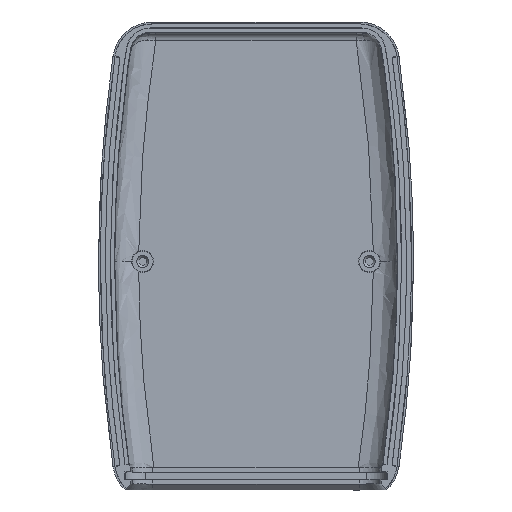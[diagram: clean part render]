
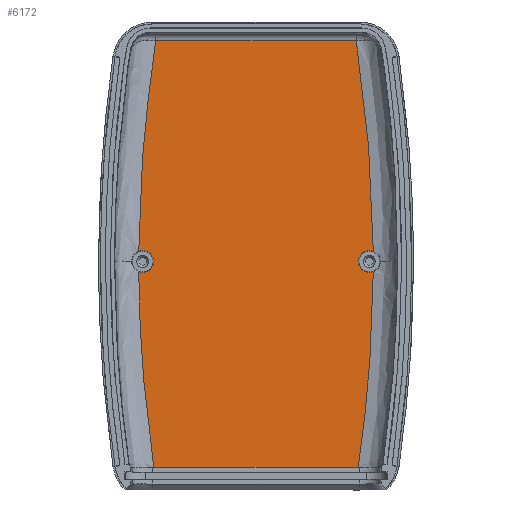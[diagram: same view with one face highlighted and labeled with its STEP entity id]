
A CAD part, top view. The second image highlights one B-rep face of the part: STEP entity #6172.
In plain terms, the highlighted face is planar.
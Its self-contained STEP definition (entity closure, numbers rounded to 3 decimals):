
#3376=CARTESIAN_POINT('',(43.93,19.177,9.0));
#3377=VERTEX_POINT('',#3376);
#3397=CARTESIAN_POINT('',(43.93,24.308,9.0));
#3398=VERTEX_POINT('',#3397);
#3399=CARTESIAN_POINT('',(42.94,21.743,9.0));
#3400=DIRECTION('',(0.0,0.0,1.0));
#3401=DIRECTION('',(1.0,0.0,0.0));
#3402=AXIS2_PLACEMENT_3D('',#3399,#3400,#3401);
#3403=CIRCLE('',#3402,2.75);
#3404=EDGE_CURVE('',#3398,#3377,#3403,.T.);
#3456=CARTESIAN_POINT('',(-14.834,19.177,9.0));
#3457=VERTEX_POINT('',#3456);
#3475=CARTESIAN_POINT('',(-14.834,24.308,9.0));
#3476=VERTEX_POINT('',#3475);
#3494=CARTESIAN_POINT('',(-13.844,21.743,9.0));
#3495=DIRECTION('',(0.0,0.0,1.0));
#3496=DIRECTION('',(1.0,0.0,0.0));
#3497=AXIS2_PLACEMENT_3D('',#3494,#3495,#3496);
#3498=CIRCLE('',#3497,2.75);
#3499=EDGE_CURVE('',#3457,#3476,#3498,.T.);
#3613=CARTESIAN_POINT('',(40.148,-29.797,9.0));
#3614=VERTEX_POINT('',#3613);
#3628=CARTESIAN_POINT('',(40.148,-29.797,9.0));
#3629=CARTESIAN_POINT('',(40.222,-29.28,9.0));
#3630=CARTESIAN_POINT('',(40.295,-28.764,9.0));
#3631=CARTESIAN_POINT('',(40.369,-28.247,9.0));
#3632=CARTESIAN_POINT('',(41.497,-20.353,9.0));
#3633=CARTESIAN_POINT('',(42.363,-12.416,9.0));
#3634=CARTESIAN_POINT('',(42.958,-4.463,9.0));
#3635=CARTESIAN_POINT('',(43.547,3.402,9.0));
#3636=CARTESIAN_POINT('',(43.872,11.29,9.0));
#3637=CARTESIAN_POINT('',(43.93,19.177,9.0));
#3638=B_SPLINE_CURVE_WITH_KNOTS('',3,(#3628,#3629,#3630,#3631,#3632,#3633,#3634,#3635,#3636,#3637),.UNSPECIFIED.,.F.,.U.,(4,3,3,4),(-5.171,-5.015,-2.623,-0.257),.UNSPECIFIED.);
#3639=EDGE_CURVE('',#3614,#3377,#3638,.T.);
#3709=CARTESIAN_POINT('',(39.656,76.997,9.0));
#3710=VERTEX_POINT('',#3709);
#3711=CARTESIAN_POINT('',(43.93,24.308,9.0));
#3712=CARTESIAN_POINT('',(43.885,30.544,9.0));
#3713=CARTESIAN_POINT('',(43.672,36.781,9.0));
#3714=CARTESIAN_POINT('',(43.294,43.005,9.0));
#3715=CARTESIAN_POINT('',(42.753,51.901,9.0));
#3716=CARTESIAN_POINT('',(41.874,60.779,9.0));
#3717=CARTESIAN_POINT('',(40.666,69.608,9.0));
#3718=CARTESIAN_POINT('',(40.329,72.071,9.0));
#3719=CARTESIAN_POINT('',(39.992,74.534,9.0));
#3720=CARTESIAN_POINT('',(39.656,76.997,9.0));
#3721=B_SPLINE_CURVE_WITH_KNOTS('',3,(#3711,#3712,#3713,#3714,#3715,#3716,#3717,#3718,#3719,#3720),.UNSPECIFIED.,.F.,.U.,(4,3,3,4),(-4.544,-2.673,0.0,0.746),.UNSPECIFIED.);
#3722=EDGE_CURVE('',#3398,#3710,#3721,.T.);
#5143=CARTESIAN_POINT('',(-10.565,76.997,9.0));
#5144=VERTEX_POINT('',#5143);
#5169=CARTESIAN_POINT('',(39.656,76.997,9.0));
#5170=DIRECTION('',(-1.0,0.0,0.0));
#5171=VECTOR('',#5170,50.221);
#5172=LINE('',#5169,#5171);
#5173=EDGE_CURVE('',#3710,#5144,#5172,.T.);
#6122=CARTESIAN_POINT('',(-10.565,76.997,9.0));
#6123=CARTESIAN_POINT('',(-10.912,74.446,9.0));
#6124=CARTESIAN_POINT('',(-11.259,71.895,9.0));
#6125=CARTESIAN_POINT('',(-11.606,69.343,9.0));
#6126=CARTESIAN_POINT('',(-12.506,62.725,9.0));
#6127=CARTESIAN_POINT('',(-13.222,56.078,9.0));
#6128=CARTESIAN_POINT('',(-13.749,49.419,9.0));
#6129=CARTESIAN_POINT('',(-14.41,41.065,9.0));
#6130=CARTESIAN_POINT('',(-14.773,32.687,9.0));
#6131=CARTESIAN_POINT('',(-14.834,24.308,9.0));
#6132=B_SPLINE_CURVE_WITH_KNOTS('',3,(#6122,#6123,#6124,#6125,#6126,#6127,#6128,#6129,#6130,#6131),.UNSPECIFIED.,.F.,.U.,(4,3,3,4),(-5.546,-4.774,-2.77,-0.257),.UNSPECIFIED.);
#6133=EDGE_CURVE('',#5144,#3476,#6132,.T.);
#6138=CARTESIAN_POINT('',(14.549,23.88,9.0));
#6139=DIRECTION('',(0.0,0.0,1.0));
#6140=DIRECTION('',(1.0,0.0,0.0));
#6141=AXIS2_PLACEMENT_3D('',#6138,#6139,#6140);
#6142=PLANE('',#6141);
#6143=ORIENTED_EDGE('',*,*,#3404,.T.);
#6144=ORIENTED_EDGE('',*,*,#3639,.F.);
#6145=CARTESIAN_POINT('',(-11.052,-29.797,9.0));
#6146=VERTEX_POINT('',#6145);
#6147=CARTESIAN_POINT('',(40.148,-29.797,9.0));
#6148=DIRECTION('',(-1.0,0.0,0.0));
#6149=VECTOR('',#6148,51.199);
#6150=LINE('',#6147,#6149);
#6151=EDGE_CURVE('',#3614,#6146,#6150,.T.);
#6152=ORIENTED_EDGE('',*,*,#6151,.T.);
#6153=CARTESIAN_POINT('',(-14.834,19.177,9.0));
#6154=CARTESIAN_POINT('',(-14.786,12.604,9.0));
#6155=CARTESIAN_POINT('',(-14.552,6.03,9.0));
#6156=CARTESIAN_POINT('',(-14.135,-0.53,9.0));
#6157=CARTESIAN_POINT('',(-13.545,-9.801,9.0));
#6158=CARTESIAN_POINT('',(-12.586,-19.052,9.0));
#6159=CARTESIAN_POINT('',(-11.273,-28.247,9.0));
#6160=CARTESIAN_POINT('',(-11.199,-28.764,9.0));
#6161=CARTESIAN_POINT('',(-11.125,-29.28,9.0));
#6162=CARTESIAN_POINT('',(-11.052,-29.797,9.0));
#6163=B_SPLINE_CURVE_WITH_KNOTS('',3,(#6153,#6154,#6155,#6156,#6157,#6158,#6159,#6160,#6161,#6162),.UNSPECIFIED.,.F.,.U.,(4,3,3,4),(-4.758,-2.787,0.0,0.157),.UNSPECIFIED.);
#6164=EDGE_CURVE('',#3457,#6146,#6163,.T.);
#6165=ORIENTED_EDGE('',*,*,#6164,.F.);
#6166=ORIENTED_EDGE('',*,*,#3499,.T.);
#6167=ORIENTED_EDGE('',*,*,#6133,.F.);
#6168=ORIENTED_EDGE('',*,*,#5173,.F.);
#6169=ORIENTED_EDGE('',*,*,#3722,.F.);
#6170=EDGE_LOOP('',(#6143,#6144,#6152,#6165,#6166,#6167,#6168,#6169));
#6171=FACE_OUTER_BOUND('',#6170,.T.);
#6172=ADVANCED_FACE('',(#6171),#6142,.F.);
